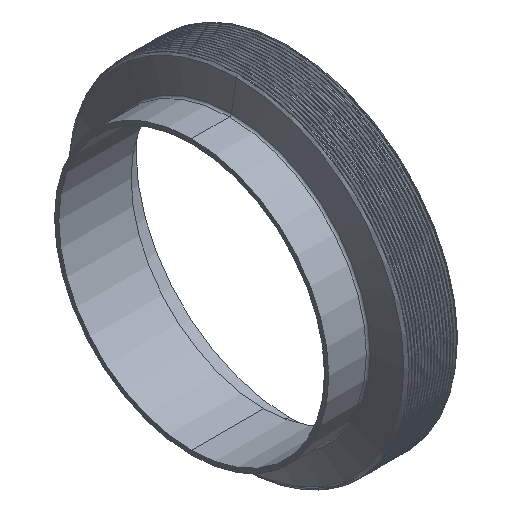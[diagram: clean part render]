
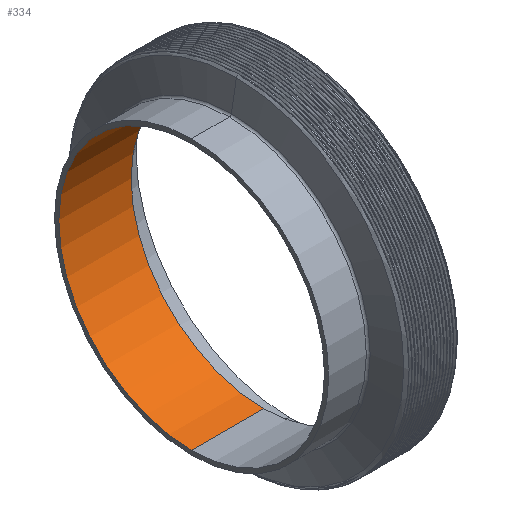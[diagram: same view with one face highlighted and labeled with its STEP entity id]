
A CAD part, isometric view. The second image highlights one B-rep face of the part: STEP entity #334.
In plain terms, the highlighted cylindrical face has radius 62.5 mm (diameter 125 mm), a partial arc.
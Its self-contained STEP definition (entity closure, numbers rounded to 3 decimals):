
#93 = EDGE_CURVE ( 'NONE', #4976, #690, #3469, .T. ) ;
#106 = ORIENTED_EDGE ( 'NONE', *, *, #93, .T. ) ;
#160 = CYLINDRICAL_SURFACE ( 'NONE', #813, 62.5 ) ;
#278 = CIRCLE ( 'NONE', #3732, 62.5 ) ;
#334 = ADVANCED_FACE ( 'NONE', ( #1294 ), #160, .F. ) ;
#564 = DIRECTION ( 'NONE',  ( -1., 0., 0. ) ) ;
#690 = VERTEX_POINT ( 'NONE', #1657 ) ;
#691 = EDGE_LOOP ( 'NONE', ( #4081, #1235, #1856, #106 ) ) ;
#743 = DIRECTION ( 'NONE',  ( -1., 0., 0. ) ) ;
#813 = AXIS2_PLACEMENT_3D ( 'NONE', #3208, #564, #1345 ) ;
#815 = LINE ( 'NONE', #2695, #4602 ) ;
#1235 = ORIENTED_EDGE ( 'NONE', *, *, #4261, .F. ) ;
#1294 = FACE_OUTER_BOUND ( 'NONE', #691, .T. ) ;
#1345 = DIRECTION ( 'NONE',  ( 0., 0., 1. ) ) ;
#1414 = VERTEX_POINT ( 'NONE', #4275 ) ;
#1522 = CARTESIAN_POINT ( 'NONE',  ( -17., -66.564, 62.5 ) ) ;
#1657 = CARTESIAN_POINT ( 'NONE',  ( -17., -66.564, -62.5 ) ) ;
#1856 = ORIENTED_EDGE ( 'NONE', *, *, #3206, .T. ) ;
#1988 = VERTEX_POINT ( 'NONE', #2614 ) ;
#2052 = VECTOR ( 'NONE', #4170, 1000. ) ;
#2141 = DIRECTION ( 'NONE',  ( 0., 0., 1. ) ) ;
#2409 = EDGE_CURVE ( 'NONE', #1988, #690, #815, .T. ) ;
#2614 = CARTESIAN_POINT ( 'NONE',  ( 17., -66.564, -62.5 ) ) ;
#2650 = CARTESIAN_POINT ( 'NONE',  ( -16.647, -66.564, 62.5 ) ) ;
#2664 = AXIS2_PLACEMENT_3D ( 'NONE', #2893, #3771, #2141 ) ;
#2695 = CARTESIAN_POINT ( 'NONE',  ( -16.647, -66.564, -62.5 ) ) ;
#2893 = CARTESIAN_POINT ( 'NONE',  ( -17., -66.564, 0. ) ) ;
#3206 = EDGE_CURVE ( 'NONE', #1414, #4976, #3404, .T. ) ;
#3208 = CARTESIAN_POINT ( 'NONE',  ( -16.647, -66.564, 0. ) ) ;
#3404 = LINE ( 'NONE', #2650, #2052 ) ;
#3469 = CIRCLE ( 'NONE', #2664, 62.5 ) ;
#3473 = CARTESIAN_POINT ( 'NONE',  ( 17., -66.564, 0. ) ) ;
#3732 = AXIS2_PLACEMENT_3D ( 'NONE', #3473, #4186, #3864 ) ;
#3771 = DIRECTION ( 'NONE',  ( -1., 0., 0. ) ) ;
#3864 = DIRECTION ( 'NONE',  ( 0., 0., 1. ) ) ;
#4081 = ORIENTED_EDGE ( 'NONE', *, *, #2409, .F. ) ;
#4170 = DIRECTION ( 'NONE',  ( -1., 0., 0. ) ) ;
#4186 = DIRECTION ( 'NONE',  ( -1., 0., 0. ) ) ;
#4261 = EDGE_CURVE ( 'NONE', #1414, #1988, #278, .T. ) ;
#4275 = CARTESIAN_POINT ( 'NONE',  ( 17., -66.564, 62.5 ) ) ;
#4602 = VECTOR ( 'NONE', #743, 1000. ) ;
#4976 = VERTEX_POINT ( 'NONE', #1522 ) ;
